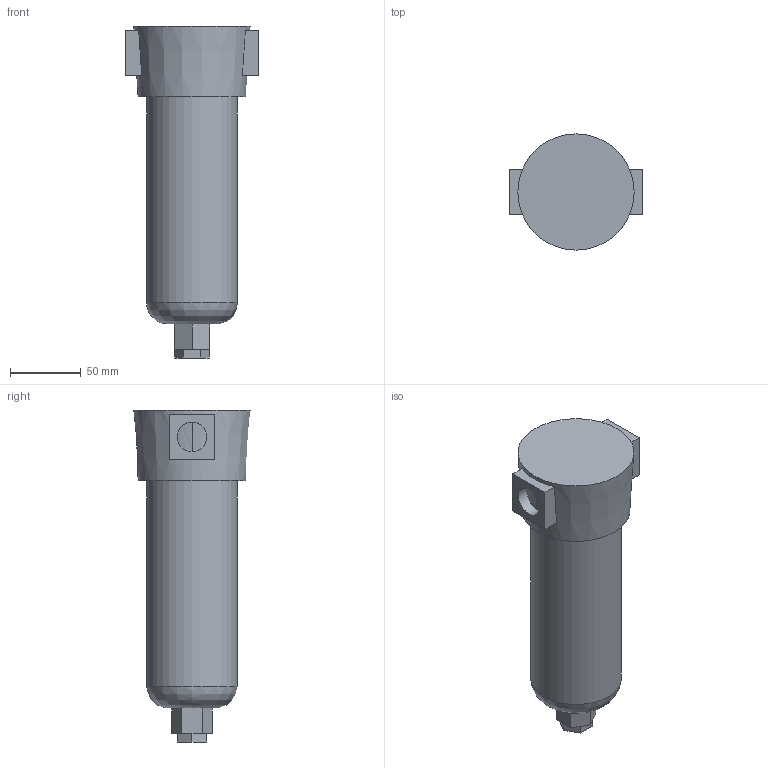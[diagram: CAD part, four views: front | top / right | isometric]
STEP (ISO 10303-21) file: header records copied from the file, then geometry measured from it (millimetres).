
FILE_DESCRIPTION(('FreeCAD Model'),'2;1');
FILE_NAME('Open CASCADE Shape Model','2021-08-19T16:47:24',( 'Anool Mahidharia'),('WyoLum'),'Open CASCADE STEP processor 7.4', 'FreeCAD','Unknown');
FILE_SCHEMA(('CONFIG_CONTROL_DESIGN','SHAPE_APPEARANCE_LAYER_MIM'));
Length unit declared in the file: millimetre
Products named in the file (1): dynamic_separator
Bounding box: 94 x 82 x 234 mm (x, y, z)
Volume: 774946.3 mm3; surface area: 58396.2 mm2
Topology: 1 solids, 1 shells, 35 faces, 80 edges, 53 vertices
Faces by surface type: plane 27, cone 4, cylinder 3, revolution 1
Full cylindrical faces by diameter (mm): 21 x2, 64 x1
Entity records: 1341 total; most frequent: CARTESIAN_POINT 479, DIRECTION 167, ORIENTED_EDGE 160, EDGE_CURVE 80, LINE 58, VECTOR 58, AXIS2_PLACEMENT_3D 54, VERTEX_POINT 53
